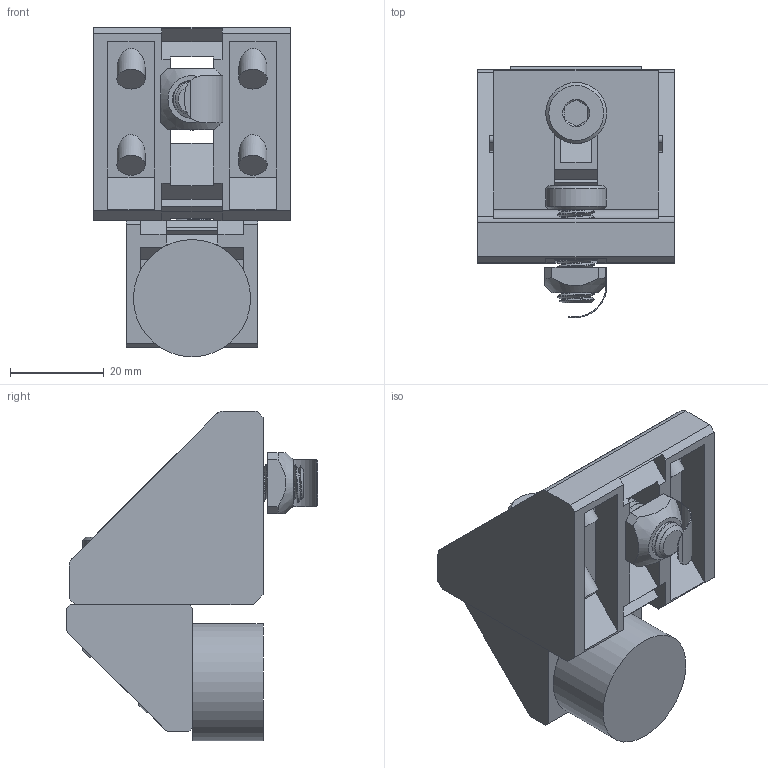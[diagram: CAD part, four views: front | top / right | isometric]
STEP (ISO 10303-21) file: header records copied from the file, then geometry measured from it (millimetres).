
FILE_DESCRIPTION(/* description */ (''),/* implementation_level */ '2;1');
FILE_NAME(/* name */ '52-430-1 v1.step',/* time_stamp */ '2020-10-19T15:20:26-04:00',/* author */ (''),/* organization */ (''),/* preprocessor_version */ 'ST-DEVELOPER v18.1',/* originating_system */ 'Autodesk Translation Framework v9.3.0.1241',/* authorisation */ '');
FILE_SCHEMA (('AUTOMOTIVE_DESIGN { 1 0 10303 214 3 1 1 }'));
Length unit declared in the file: millimetre
Products named in the file (11): 52-430-1; 40-140-1 v3; _093W303N08-1; 52-420-1 v4; 21.1759 STOPPER 25; 21.1330 M6 SQUARE NUT; M8x20LHSCS-0; M8S-0; M8S-PF; M8x20LHSCS-0_1; 92855A719
Assembly tree (11 placements, depth 3):
  52-430-1
    40-140-1 v3
      _093W303N08-1
    52-420-1 v4
      21.1759 STOPPER 25
      21.1330 M6 SQUARE NUT
    M8x20LHSCS-0
      92855A719
    M8S-0
    M8S-PF
    M8x20LHSCS-0_1
      92855A719
Bounding box: 42 x 53.7 x 70.3 mm (x, y, z)
Volume: 39352.4 mm3; surface area: 25096.8 mm2
Topology: 8 solids, 8 shells, 384 faces, 1011 edges, 661 vertices
Faces by surface type: plane 207, cylinder 142, cone 25, bspline 10
Full cylindrical faces by diameter (mm): 4.744 x3, 5.884 x5, 6 x9, 6.376 x30, 6.779 x2, 8 x30, 8.17 x2, 13 x2, 25 x1
Entity records: 16400 total; most frequent: CARTESIAN_POINT 8277, ORIENTED_EDGE 1736, DIRECTION 1462, EDGE_CURVE 868, VERTEX_POINT 570, LINE 554, VECTOR 554, AXIS2_PLACEMENT_3D 454
